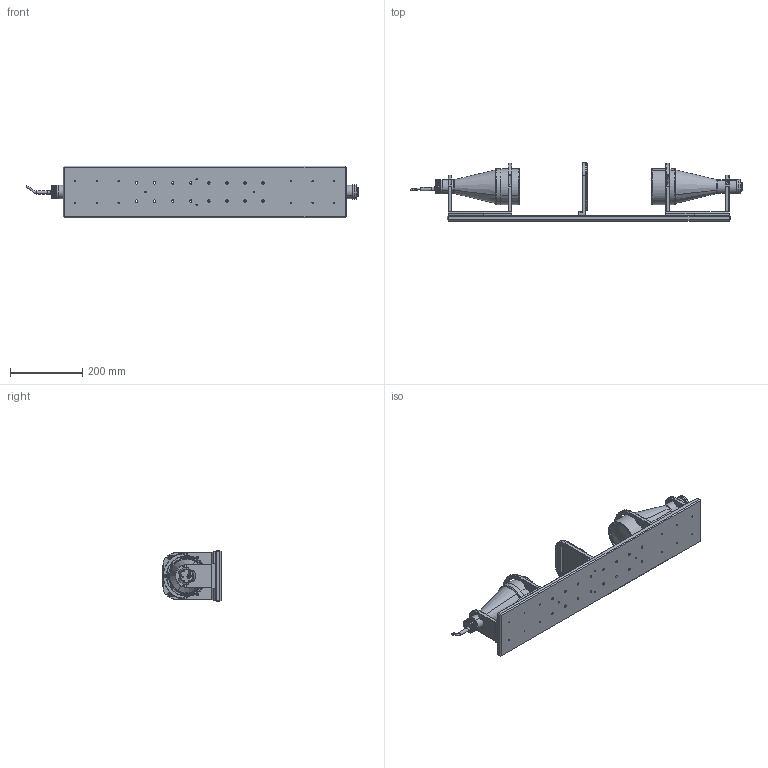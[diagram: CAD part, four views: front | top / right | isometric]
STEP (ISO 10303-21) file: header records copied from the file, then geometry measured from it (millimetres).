
FILE_DESCRIPTION (( 'STEP AP214' ), '1' );
FILE_NAME ('TCBENCH064.STEP', '2014-05-30T14:50:37', ( '' ), ( '' ), 'SwSTEP 2.0', 'SolidWorks 2013', '' );
FILE_SCHEMA (( 'AUTOMOTIVE_DESIGN' ));
Length unit declared in the file: millimetre
Products named in the file (1): TCBENCH064
Bounding box: 918.07 x 160.5 x 143 mm (x, y, z)
Surface area: 575505.8 mm2 (no closed solid volume)
Topology: 0 solids, 53 shells, 828 faces, 2478 edges, 1694 vertices
Faces by surface type: cylinder 335, plane 324, cone 143, bspline 26
Entity records: 44113 total; most frequent: CARTESIAN_POINT 12453, DIRECTION 4816, ORIENTED_EDGE 4226, EDGE_CURVE 2476, AXIS2_PLACEMENT_3D 1769, VERTEX_POINT 1694, VECTOR 1278, LINE 1278
